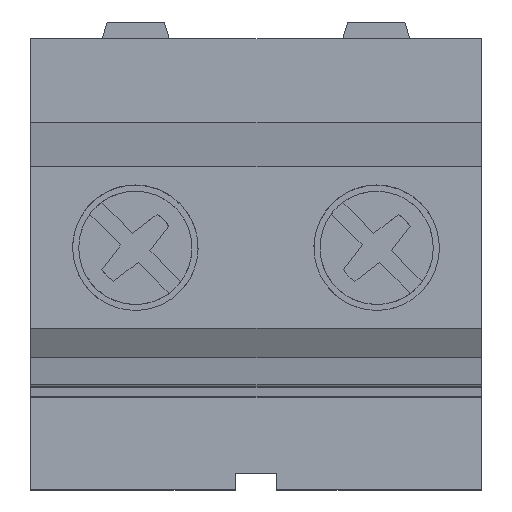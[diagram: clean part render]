
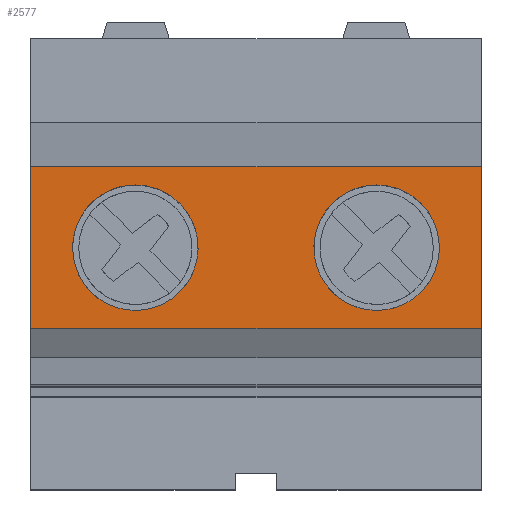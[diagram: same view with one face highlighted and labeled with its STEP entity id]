
A CAD part, top view. The second image highlights one B-rep face of the part: STEP entity #2577.
In plain terms, the highlighted planar face has unit normal (0, 0, 1).
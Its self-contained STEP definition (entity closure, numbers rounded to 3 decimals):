
#2437=AXIS2_PLACEMENT_3D('Plane Axis2P3D',#2434,#2435,#2436) ;
#1693=CARTESIAN_POINT('Vertex',(0.,9.989,41.45)) ;
#1696=CARTESIAN_POINT('Line Origine',(0.,15.009,41.45)) ;
#1700=CARTESIAN_POINT('Vertex',(0.,20.029,41.45)) ;
#2415=CARTESIAN_POINT('Line Origine',(14.,9.989,41.45)) ;
#2419=CARTESIAN_POINT('Vertex',(28.,9.989,41.45)) ;
#2434=CARTESIAN_POINT('Axis2P3D Location',(0.,9.953,41.45)) ;
#2439=CARTESIAN_POINT('Line Origine',(14.,20.029,41.45)) ;
#2443=CARTESIAN_POINT('Vertex',(28.,20.029,41.45)) ;
#2446=CARTESIAN_POINT('Line Origine',(28.,15.009,41.45)) ;
#2458=CARTESIAN_POINT('Control Point',(21.5,11.1,41.45)) ;
#2459=CARTESIAN_POINT('Control Point',(21.113,11.1,41.45)) ;
#2460=CARTESIAN_POINT('Control Point',(20.726,11.148,41.45)) ;
#2461=CARTESIAN_POINT('Control Point',(20.347,11.244,41.45)) ;
#2462=CARTESIAN_POINT('Control Point',(19.621,11.528,41.45)) ;
#2463=CARTESIAN_POINT('Control Point',(18.986,11.981,41.45)) ;
#2464=CARTESIAN_POINT('Control Point',(18.698,12.246,41.45)) ;
#2465=CARTESIAN_POINT('Control Point',(18.195,12.842,41.45)) ;
#2466=CARTESIAN_POINT('Control Point',(17.852,13.542,41.45)) ;
#2467=CARTESIAN_POINT('Control Point',(17.725,13.912,41.45)) ;
#2468=CARTESIAN_POINT('Control Point',(17.565,14.675,41.45)) ;
#2469=CARTESIAN_POINT('Control Point',(17.597,15.455,41.45)) ;
#2470=CARTESIAN_POINT('Control Point',(17.662,15.84,41.45)) ;
#2471=CARTESIAN_POINT('Control Point',(17.885,16.588,41.45)) ;
#2472=CARTESIAN_POINT('Control Point',(18.284,17.258,41.45)) ;
#2473=CARTESIAN_POINT('Control Point',(18.524,17.566,41.45)) ;
#2474=CARTESIAN_POINT('Control Point',(19.076,18.117,41.45)) ;
#2475=CARTESIAN_POINT('Control Point',(19.746,18.516,41.45)) ;
#2476=CARTESIAN_POINT('Control Point',(20.104,18.673,41.45)) ;
#2477=CARTESIAN_POINT('Control Point',(20.602,18.821,41.45)) ;
#2478=CARTESIAN_POINT('Control Point',(21.114,18.885,41.45)) ;
#2479=CARTESIAN_POINT('Control Point',(21.243,18.895,41.45)) ;
#2480=CARTESIAN_POINT('Control Point',(21.371,18.9,41.45)) ;
#2481=CARTESIAN_POINT('Control Point',(21.5,18.9,41.45)) ;
#2482=CARTESIAN_POINT('Vertex',(21.5,18.9,41.45)) ;
#2484=CARTESIAN_POINT('Vertex',(21.5,11.1,41.45)) ;
#2488=CARTESIAN_POINT('Control Point',(21.5,18.9,41.45)) ;
#2489=CARTESIAN_POINT('Control Point',(21.887,18.9,41.45)) ;
#2490=CARTESIAN_POINT('Control Point',(22.274,18.852,41.45)) ;
#2491=CARTESIAN_POINT('Control Point',(22.653,18.756,41.45)) ;
#2492=CARTESIAN_POINT('Control Point',(23.379,18.472,41.45)) ;
#2493=CARTESIAN_POINT('Control Point',(24.014,18.02,41.45)) ;
#2494=CARTESIAN_POINT('Control Point',(24.302,17.755,41.45)) ;
#2495=CARTESIAN_POINT('Control Point',(24.805,17.159,41.45)) ;
#2496=CARTESIAN_POINT('Control Point',(25.148,16.459,41.45)) ;
#2497=CARTESIAN_POINT('Control Point',(25.275,16.089,41.45)) ;
#2498=CARTESIAN_POINT('Control Point',(25.435,15.325,41.45)) ;
#2499=CARTESIAN_POINT('Control Point',(25.403,14.546,41.45)) ;
#2500=CARTESIAN_POINT('Control Point',(25.338,14.161,41.45)) ;
#2501=CARTESIAN_POINT('Control Point',(25.115,13.413,41.45)) ;
#2502=CARTESIAN_POINT('Control Point',(24.716,12.743,41.45)) ;
#2503=CARTESIAN_POINT('Control Point',(24.476,12.435,41.45)) ;
#2504=CARTESIAN_POINT('Control Point',(23.924,11.884,41.45)) ;
#2505=CARTESIAN_POINT('Control Point',(23.254,11.485,41.45)) ;
#2506=CARTESIAN_POINT('Control Point',(22.896,11.328,41.45)) ;
#2507=CARTESIAN_POINT('Control Point',(22.398,11.18,41.45)) ;
#2508=CARTESIAN_POINT('Control Point',(21.886,11.116,41.45)) ;
#2509=CARTESIAN_POINT('Control Point',(21.757,11.106,41.45)) ;
#2510=CARTESIAN_POINT('Control Point',(21.629,11.1,41.45)) ;
#2511=CARTESIAN_POINT('Control Point',(21.5,11.1,41.45)) ;
#2518=CARTESIAN_POINT('Control Point',(6.5,11.1,41.45)) ;
#2519=CARTESIAN_POINT('Control Point',(6.113,11.1,41.45)) ;
#2520=CARTESIAN_POINT('Control Point',(5.726,11.148,41.45)) ;
#2521=CARTESIAN_POINT('Control Point',(5.347,11.244,41.45)) ;
#2522=CARTESIAN_POINT('Control Point',(4.621,11.528,41.45)) ;
#2523=CARTESIAN_POINT('Control Point',(3.986,11.981,41.45)) ;
#2524=CARTESIAN_POINT('Control Point',(3.698,12.246,41.45)) ;
#2525=CARTESIAN_POINT('Control Point',(3.195,12.842,41.45)) ;
#2526=CARTESIAN_POINT('Control Point',(2.852,13.542,41.45)) ;
#2527=CARTESIAN_POINT('Control Point',(2.725,13.912,41.45)) ;
#2528=CARTESIAN_POINT('Control Point',(2.565,14.675,41.45)) ;
#2529=CARTESIAN_POINT('Control Point',(2.597,15.455,41.45)) ;
#2530=CARTESIAN_POINT('Control Point',(2.662,15.84,41.45)) ;
#2531=CARTESIAN_POINT('Control Point',(2.885,16.588,41.45)) ;
#2532=CARTESIAN_POINT('Control Point',(3.284,17.258,41.45)) ;
#2533=CARTESIAN_POINT('Control Point',(3.524,17.566,41.45)) ;
#2534=CARTESIAN_POINT('Control Point',(4.076,18.117,41.45)) ;
#2535=CARTESIAN_POINT('Control Point',(4.746,18.516,41.45)) ;
#2536=CARTESIAN_POINT('Control Point',(5.104,18.673,41.45)) ;
#2537=CARTESIAN_POINT('Control Point',(5.602,18.821,41.45)) ;
#2538=CARTESIAN_POINT('Control Point',(6.114,18.885,41.45)) ;
#2539=CARTESIAN_POINT('Control Point',(6.243,18.895,41.45)) ;
#2540=CARTESIAN_POINT('Control Point',(6.371,18.9,41.45)) ;
#2541=CARTESIAN_POINT('Control Point',(6.5,18.9,41.45)) ;
#2542=CARTESIAN_POINT('Vertex',(6.5,18.9,41.45)) ;
#2544=CARTESIAN_POINT('Vertex',(6.5,11.1,41.45)) ;
#2548=CARTESIAN_POINT('Control Point',(6.5,18.9,41.45)) ;
#2549=CARTESIAN_POINT('Control Point',(6.887,18.9,41.45)) ;
#2550=CARTESIAN_POINT('Control Point',(7.274,18.852,41.45)) ;
#2551=CARTESIAN_POINT('Control Point',(7.653,18.756,41.45)) ;
#2552=CARTESIAN_POINT('Control Point',(8.379,18.472,41.45)) ;
#2553=CARTESIAN_POINT('Control Point',(9.014,18.02,41.45)) ;
#2554=CARTESIAN_POINT('Control Point',(9.302,17.755,41.45)) ;
#2555=CARTESIAN_POINT('Control Point',(9.805,17.159,41.45)) ;
#2556=CARTESIAN_POINT('Control Point',(10.148,16.459,41.45)) ;
#2557=CARTESIAN_POINT('Control Point',(10.275,16.089,41.45)) ;
#2558=CARTESIAN_POINT('Control Point',(10.435,15.325,41.45)) ;
#2559=CARTESIAN_POINT('Control Point',(10.403,14.546,41.45)) ;
#2560=CARTESIAN_POINT('Control Point',(10.338,14.161,41.45)) ;
#2561=CARTESIAN_POINT('Control Point',(10.115,13.413,41.45)) ;
#2562=CARTESIAN_POINT('Control Point',(9.716,12.743,41.45)) ;
#2563=CARTESIAN_POINT('Control Point',(9.476,12.435,41.45)) ;
#2564=CARTESIAN_POINT('Control Point',(8.924,11.884,41.45)) ;
#2565=CARTESIAN_POINT('Control Point',(8.254,11.485,41.45)) ;
#2566=CARTESIAN_POINT('Control Point',(7.896,11.328,41.45)) ;
#2567=CARTESIAN_POINT('Control Point',(7.398,11.18,41.45)) ;
#2568=CARTESIAN_POINT('Control Point',(6.886,11.116,41.45)) ;
#2569=CARTESIAN_POINT('Control Point',(6.757,11.106,41.45)) ;
#2570=CARTESIAN_POINT('Control Point',(6.629,11.1,41.45)) ;
#2571=CARTESIAN_POINT('Control Point',(6.5,11.1,41.45)) ;
#1697=DIRECTION('Vector Direction',(0.,1.,0.)) ;
#2416=DIRECTION('Vector Direction',(1.,0.,0.)) ;
#2435=DIRECTION('Axis2P3D Direction',(0.,0.,-1.)) ;
#2436=DIRECTION('Axis2P3D XDirection',(0.,1.,0.)) ;
#2440=DIRECTION('Vector Direction',(1.,0.,0.)) ;
#2447=DIRECTION('Vector Direction',(0.,1.,0.)) ;
#1698=VECTOR('Line Direction',#1697,1.) ;
#2417=VECTOR('Line Direction',#2416,1.) ;
#2441=VECTOR('Line Direction',#2440,1.) ;
#2448=VECTOR('Line Direction',#2447,1.) ;
#2452=ORIENTED_EDGE('',*,*,#2445,.F.) ;
#2453=ORIENTED_EDGE('',*,*,#1702,.F.) ;
#2454=ORIENTED_EDGE('',*,*,#2421,.T.) ;
#2455=ORIENTED_EDGE('',*,*,#2450,.T.) ;
#2514=ORIENTED_EDGE('',*,*,#2486,.F.) ;
#2515=ORIENTED_EDGE('',*,*,#2512,.F.) ;
#2574=ORIENTED_EDGE('',*,*,#2546,.F.) ;
#2575=ORIENTED_EDGE('',*,*,#2572,.F.) ;
#2516=FACE_BOUND('',#2513,.T.) ;
#2576=FACE_BOUND('',#2573,.T.) ;
#2577=ADVANCED_FACE('HOUSING',(#2456,#2516,#2576),#2438,.F.) ;
#2457=B_SPLINE_CURVE_WITH_KNOTS('',5,(#2458,#2459,#2460,#2461,#2462,#2463,#2464,#2465,#2466,#2467,#2468,#2469,#2470,#2471,#2472,#2473,#2474,#2475,#2476,#2477,#2478,#2479,#2480,#2481),.UNSPECIFIED.,.F.,.U.,(6,3,3,3,3,3,3,6),(0.,2.754,5.508,8.262,11.016,13.771,16.525,17.439),.UNSPECIFIED.) ;
#2487=B_SPLINE_CURVE_WITH_KNOTS('',5,(#2488,#2489,#2490,#2491,#2492,#2493,#2494,#2495,#2496,#2497,#2498,#2499,#2500,#2501,#2502,#2503,#2504,#2505,#2506,#2507,#2508,#2509,#2510,#2511),.UNSPECIFIED.,.F.,.U.,(6,3,3,3,3,3,3,6),(0.,2.754,5.508,8.262,11.016,13.771,16.525,17.439),.UNSPECIFIED.) ;
#2517=B_SPLINE_CURVE_WITH_KNOTS('',5,(#2518,#2519,#2520,#2521,#2522,#2523,#2524,#2525,#2526,#2527,#2528,#2529,#2530,#2531,#2532,#2533,#2534,#2535,#2536,#2537,#2538,#2539,#2540,#2541),.UNSPECIFIED.,.F.,.U.,(6,3,3,3,3,3,3,6),(0.,2.754,5.508,8.262,11.016,13.771,16.525,17.439),.UNSPECIFIED.) ;
#2547=B_SPLINE_CURVE_WITH_KNOTS('',5,(#2548,#2549,#2550,#2551,#2552,#2553,#2554,#2555,#2556,#2557,#2558,#2559,#2560,#2561,#2562,#2563,#2564,#2565,#2566,#2567,#2568,#2569,#2570,#2571),.UNSPECIFIED.,.F.,.U.,(6,3,3,3,3,3,3,6),(0.,2.754,5.508,8.262,11.016,13.771,16.525,17.439),.UNSPECIFIED.) ;
#1702=EDGE_CURVE('',#1694,#1701,#1699,.T.) ;
#2421=EDGE_CURVE('',#1694,#2420,#2418,.T.) ;
#2445=EDGE_CURVE('',#1701,#2444,#2442,.T.) ;
#2450=EDGE_CURVE('',#2420,#2444,#2449,.T.) ;
#2486=EDGE_CURVE('',#2483,#2485,#2457,.F.) ;
#2512=EDGE_CURVE('',#2485,#2483,#2487,.F.) ;
#2546=EDGE_CURVE('',#2543,#2545,#2517,.F.) ;
#2572=EDGE_CURVE('',#2545,#2543,#2547,.F.) ;
#2451=EDGE_LOOP('',(#2452,#2453,#2454,#2455)) ;
#2513=EDGE_LOOP('',(#2514,#2515)) ;
#2573=EDGE_LOOP('',(#2574,#2575)) ;
#2456=FACE_OUTER_BOUND('',#2451,.T.) ;
#1699=LINE('Line',#1696,#1698) ;
#2418=LINE('Line',#2415,#2417) ;
#2442=LINE('Line',#2439,#2441) ;
#2449=LINE('Line',#2446,#2448) ;
#2438=PLANE('',#2437) ;
#1694=VERTEX_POINT('',#1693) ;
#1701=VERTEX_POINT('',#1700) ;
#2420=VERTEX_POINT('',#2419) ;
#2444=VERTEX_POINT('',#2443) ;
#2483=VERTEX_POINT('',#2482) ;
#2485=VERTEX_POINT('',#2484) ;
#2543=VERTEX_POINT('',#2542) ;
#2545=VERTEX_POINT('',#2544) ;
